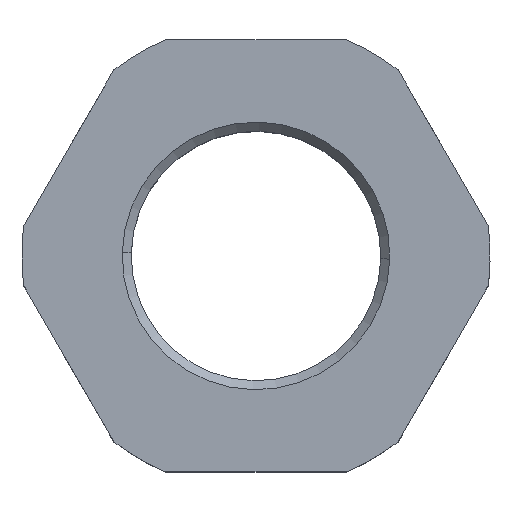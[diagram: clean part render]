
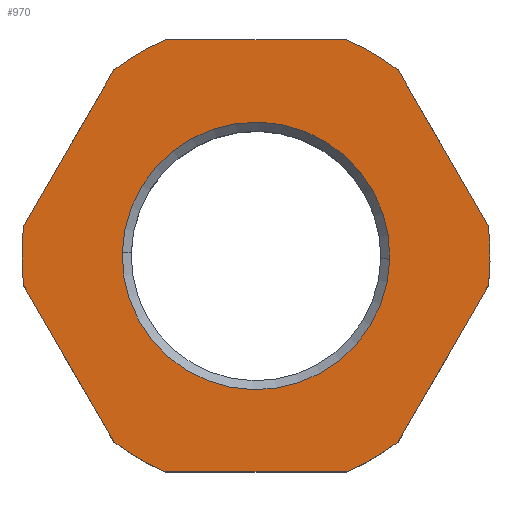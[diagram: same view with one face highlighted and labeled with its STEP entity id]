
A CAD part, top view. The second image highlights one B-rep face of the part: STEP entity #970.
In plain terms, the highlighted planar face has unit normal (0, 0, 1).
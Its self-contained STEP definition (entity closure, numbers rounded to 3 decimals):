
#631=AXIS2_PLACEMENT_3D('Circle Axis2P3D',#629,#630,$) ;
#664=AXIS2_PLACEMENT_3D('Circle Axis2P3D',#662,#663,$) ;
#690=AXIS2_PLACEMENT_3D('Circle Axis2P3D',#688,#689,$) ;
#709=AXIS2_PLACEMENT_3D('Circle Axis2P3D',#707,#708,$) ;
#735=AXIS2_PLACEMENT_3D('Circle Axis2P3D',#733,#734,$) ;
#761=AXIS2_PLACEMENT_3D('Circle Axis2P3D',#759,#760,$) ;
#787=AXIS2_PLACEMENT_3D('Circle Axis2P3D',#785,#786,$) ;
#806=AXIS2_PLACEMENT_3D('Circle Axis2P3D',#804,#805,$) ;
#934=AXIS2_PLACEMENT_3D('Plane Axis2P3D',#931,#932,#933) ;
#954=AXIS2_PLACEMENT_3D('Circle Axis2P3D',#952,#953,$) ;
#963=AXIS2_PLACEMENT_3D('Circle Axis2P3D',#961,#962,$) ;
#629=CARTESIAN_POINT('Axis2P3D Location',(13.,12.,12.)) ;
#633=CARTESIAN_POINT('Vertex',(18.,0.,12.)) ;
#635=CARTESIAN_POINT('Vertex',(20.892,1.67,12.)) ;
#659=CARTESIAN_POINT('Vertex',(25.996,11.693,12.)) ;
#662=CARTESIAN_POINT('Axis2P3D Location',(13.,12.,12.)) ;
#666=CARTESIAN_POINT('Vertex',(25.892,10.33,12.)) ;
#685=CARTESIAN_POINT('Vertex',(8.,0.,12.)) ;
#688=CARTESIAN_POINT('Axis2P3D Location',(13.,12.,12.)) ;
#692=CARTESIAN_POINT('Vertex',(5.108,1.67,12.)) ;
#707=CARTESIAN_POINT('Axis2P3D Location',(13.,12.,12.)) ;
#711=CARTESIAN_POINT('Vertex',(0.004,12.307,12.)) ;
#713=CARTESIAN_POINT('Vertex',(0.108,10.33,12.)) ;
#733=CARTESIAN_POINT('Axis2P3D Location',(13.,12.,12.)) ;
#737=CARTESIAN_POINT('Vertex',(8.,24.,12.)) ;
#739=CARTESIAN_POINT('Vertex',(5.108,22.33,12.)) ;
#759=CARTESIAN_POINT('Axis2P3D Location',(13.,12.,12.)) ;
#763=CARTESIAN_POINT('Vertex',(0.108,13.67,12.)) ;
#782=CARTESIAN_POINT('Vertex',(18.,24.,12.)) ;
#785=CARTESIAN_POINT('Axis2P3D Location',(13.,12.,12.)) ;
#789=CARTESIAN_POINT('Vertex',(20.892,22.33,12.)) ;
#804=CARTESIAN_POINT('Axis2P3D Location',(13.,12.,12.)) ;
#808=CARTESIAN_POINT('Vertex',(25.892,13.67,12.)) ;
#828=CARTESIAN_POINT('Line Origine',(13.,24.,12.)) ;
#846=CARTESIAN_POINT('Line Origine',(13.,0.,12.)) ;
#864=CARTESIAN_POINT('Line Origine',(23.392,6.,12.)) ;
#882=CARTESIAN_POINT('Line Origine',(23.392,18.,12.)) ;
#900=CARTESIAN_POINT('Line Origine',(2.608,6.,12.)) ;
#918=CARTESIAN_POINT('Line Origine',(2.608,18.,12.)) ;
#931=CARTESIAN_POINT('Axis2P3D Location',(24.258,5.5,12.)) ;
#952=CARTESIAN_POINT('Axis2P3D Location',(13.,12.,12.)) ;
#956=CARTESIAN_POINT('Vertex',(20.428,11.825,12.)) ;
#958=CARTESIAN_POINT('Vertex',(5.572,12.175,12.)) ;
#961=CARTESIAN_POINT('Axis2P3D Location',(13.,12.,12.)) ;
#630=DIRECTION('Axis2P3D Direction',(0.,0.,1.)) ;
#663=DIRECTION('Axis2P3D Direction',(0.,0.,1.)) ;
#689=DIRECTION('Axis2P3D Direction',(0.,0.,1.)) ;
#708=DIRECTION('Axis2P3D Direction',(0.,0.,1.)) ;
#734=DIRECTION('Axis2P3D Direction',(0.,0.,1.)) ;
#760=DIRECTION('Axis2P3D Direction',(0.,0.,1.)) ;
#786=DIRECTION('Axis2P3D Direction',(0.,0.,1.)) ;
#805=DIRECTION('Axis2P3D Direction',(0.,0.,1.)) ;
#829=DIRECTION('Vector Direction',(1.,0.,0.)) ;
#847=DIRECTION('Vector Direction',(-1.,0.,0.)) ;
#865=DIRECTION('Vector Direction',(0.5,0.866,0.)) ;
#883=DIRECTION('Vector Direction',(-0.5,0.866,0.)) ;
#901=DIRECTION('Vector Direction',(0.5,-0.866,0.)) ;
#919=DIRECTION('Vector Direction',(-0.5,-0.866,0.)) ;
#932=DIRECTION('Axis2P3D Direction',(0.,0.,1.)) ;
#933=DIRECTION('Axis2P3D XDirection',(0.866,-0.5,0.)) ;
#953=DIRECTION('Axis2P3D Direction',(0.,0.,1.)) ;
#962=DIRECTION('Axis2P3D Direction',(0.,0.,1.)) ;
#830=VECTOR('Line Direction',#829,1.) ;
#848=VECTOR('Line Direction',#847,1.) ;
#866=VECTOR('Line Direction',#865,1.) ;
#884=VECTOR('Line Direction',#883,1.) ;
#902=VECTOR('Line Direction',#901,1.) ;
#920=VECTOR('Line Direction',#919,1.) ;
#937=ORIENTED_EDGE('',*,*,#694,.T.) ;
#938=ORIENTED_EDGE('',*,*,#850,.F.) ;
#939=ORIENTED_EDGE('',*,*,#637,.T.) ;
#940=ORIENTED_EDGE('',*,*,#868,.T.) ;
#941=ORIENTED_EDGE('',*,*,#668,.T.) ;
#942=ORIENTED_EDGE('',*,*,#810,.T.) ;
#943=ORIENTED_EDGE('',*,*,#886,.T.) ;
#944=ORIENTED_EDGE('',*,*,#791,.T.) ;
#945=ORIENTED_EDGE('',*,*,#832,.F.) ;
#946=ORIENTED_EDGE('',*,*,#741,.T.) ;
#947=ORIENTED_EDGE('',*,*,#922,.T.) ;
#948=ORIENTED_EDGE('',*,*,#765,.T.) ;
#949=ORIENTED_EDGE('',*,*,#715,.T.) ;
#950=ORIENTED_EDGE('',*,*,#904,.T.) ;
#967=ORIENTED_EDGE('',*,*,#960,.F.) ;
#968=ORIENTED_EDGE('',*,*,#965,.F.) ;
#969=FACE_BOUND('',#966,.T.) ;
#970=ADVANCED_FACE('Hauptkoerper',(#951,#969),#935,.T.) ;
#632=CIRCLE('generated circle',#631,13.) ;
#665=CIRCLE('generated circle',#664,13.) ;
#691=CIRCLE('generated circle',#690,13.) ;
#710=CIRCLE('generated circle',#709,13.) ;
#736=CIRCLE('generated circle',#735,13.) ;
#762=CIRCLE('generated circle',#761,13.) ;
#788=CIRCLE('generated circle',#787,13.) ;
#807=CIRCLE('generated circle',#806,13.) ;
#955=CIRCLE('generated circle',#954,7.43) ;
#964=CIRCLE('generated circle',#963,7.43) ;
#637=EDGE_CURVE('',#634,#636,#632,.T.) ;
#668=EDGE_CURVE('',#667,#660,#665,.T.) ;
#694=EDGE_CURVE('',#693,#686,#691,.T.) ;
#715=EDGE_CURVE('',#712,#714,#710,.T.) ;
#741=EDGE_CURVE('',#738,#740,#736,.T.) ;
#765=EDGE_CURVE('',#764,#712,#762,.T.) ;
#791=EDGE_CURVE('',#790,#783,#788,.T.) ;
#810=EDGE_CURVE('',#660,#809,#807,.T.) ;
#832=EDGE_CURVE('',#738,#783,#831,.T.) ;
#850=EDGE_CURVE('',#634,#686,#849,.T.) ;
#868=EDGE_CURVE('',#636,#667,#867,.T.) ;
#886=EDGE_CURVE('',#809,#790,#885,.T.) ;
#904=EDGE_CURVE('',#714,#693,#903,.T.) ;
#922=EDGE_CURVE('',#740,#764,#921,.T.) ;
#960=EDGE_CURVE('',#957,#959,#955,.T.) ;
#965=EDGE_CURVE('',#959,#957,#964,.T.) ;
#936=EDGE_LOOP('',(#937,#938,#939,#940,#941,#942,#943,#944,#945,#946,#947,#948,#949,#950)) ;
#966=EDGE_LOOP('',(#967,#968)) ;
#951=FACE_OUTER_BOUND('',#936,.T.) ;
#831=LINE('Line',#828,#830) ;
#849=LINE('Line',#846,#848) ;
#867=LINE('Line',#864,#866) ;
#885=LINE('Line',#882,#884) ;
#903=LINE('Line',#900,#902) ;
#921=LINE('Line',#918,#920) ;
#935=PLANE('',#934) ;
#634=VERTEX_POINT('',#633) ;
#636=VERTEX_POINT('',#635) ;
#660=VERTEX_POINT('',#659) ;
#667=VERTEX_POINT('',#666) ;
#686=VERTEX_POINT('',#685) ;
#693=VERTEX_POINT('',#692) ;
#712=VERTEX_POINT('',#711) ;
#714=VERTEX_POINT('',#713) ;
#738=VERTEX_POINT('',#737) ;
#740=VERTEX_POINT('',#739) ;
#764=VERTEX_POINT('',#763) ;
#783=VERTEX_POINT('',#782) ;
#790=VERTEX_POINT('',#789) ;
#809=VERTEX_POINT('',#808) ;
#957=VERTEX_POINT('',#956) ;
#959=VERTEX_POINT('',#958) ;
